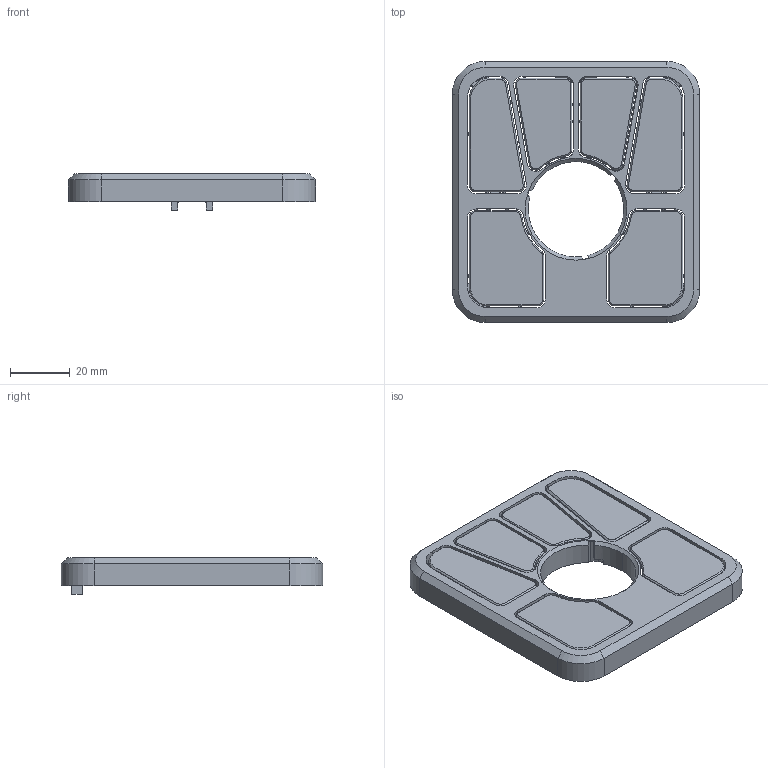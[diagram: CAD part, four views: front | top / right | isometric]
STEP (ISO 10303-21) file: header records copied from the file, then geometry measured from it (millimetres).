
FILE_DESCRIPTION(('HOOPS Exchange Step'),'2;1');
FILE_NAME('temp_export','2025-09-02T13:05:29-07:00',('michael'),('Shapr3D Limited'),'HOOPS Exchange 2025.6','Shapr3D','Authorized');
FILE_SCHEMA( ('AP242_MANAGED_MODEL_BASED_3D_ENGINEERING_MIM_LF {1 0 10303 442 1 1 4}') );
Length unit declared in the file: millimetre
Products named in the file (1): top
Bounding box: 83 x 87.78 x 12.23 mm (x, y, z)
Volume: 29203.7 mm3; surface area: 26234.8 mm2
Topology: 1 solids, 1 shells, 992 faces, 2634 edges, 1623 vertices
Faces by surface type: plane 447, cylinder 261, bspline 227, cone 33, torus 16, offset 8
Entity records: 37402 total; most frequent: CARTESIAN_POINT 14204, ORIENTED_EDGE 5250, DIRECTION 4162, EDGE_CURVE 2625, VECTOR 1722, LINE 1722, VERTEX_POINT 1623, AXIS2_PLACEMENT_3D 1220
